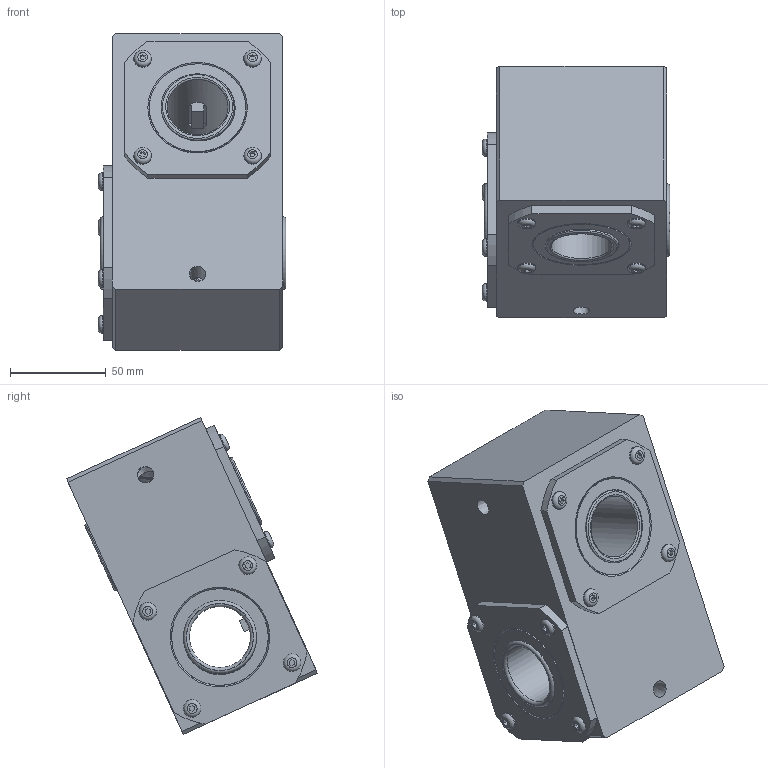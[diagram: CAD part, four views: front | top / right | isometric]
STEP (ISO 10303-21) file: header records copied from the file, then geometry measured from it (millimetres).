
FILE_DESCRIPTION((''),'2;1');
FILE_NAME('4304-0691 STD-CRL- 1-1 RH A-1.25 B-1.25 ALPHA SERIES STEP.stp','2008-08-24T15:02:01',('BILL BRANHAM'),(''),'Autodesk Inventor 2009','Autodesk Inventor 2009','');
FILE_SCHEMA(('AUTOMOTIVE_DESIGN { 1 0 10303 214 1 1 1 1 }'));
Length unit declared in the file: inch
Products named in the file (14): 4304-0691 STD-CRL- 1-1 RH A-1.25 B-1.25 ALPHA SERIES; 4304-4610 HSG 1-1 STD ALPHA FROM 4300-1197 CASTING; 4304-4228 gear spacer fb a-bore; Spur gearing 25/25, 2.5004; 4304-4607 A-BORE CAP FB-STD ALPHA SERIES; 4304-4606 B-BORE CAP FB-STD ALPHA SERIES; 4304-4250 shaft, 1.25 a-bore fb ias; 4304-4360 key fb 1.25 dia. a & b bores; 4304-4601 1.250 B-BORE SHAFT ALPHA SERIES; R24 BEARING 4300-1207; R24 BEARING CAGE; R24 BEARING SHIELD; phms 10-32-; 4300-1032 SHAFT SEAL 1.5 X 1.983 X .188 #151981TB
Assembly tree (32 placements, depth 3):
  4304-0691 STD-CRL- 1-1 RH A-1.25 B-1.25 ALPHA SERIES
    4304-4610 HSG 1-1 STD ALPHA FROM 4300-1197 CASTING
    4304-4228 gear spacer fb a-bore  x4
    Spur gearing 25/25, 2.5004  x2
    4304-4607 A-BORE CAP FB-STD ALPHA SERIES
    4304-4606 B-BORE CAP FB-STD ALPHA SERIES
    4304-4250 shaft, 1.25 a-bore fb ias
    4304-4360 key fb 1.25 dia. a & b bores  x2
    4304-4601 1.250 B-BORE SHAFT ALPHA SERIES
    R24 BEARING 4300-1207  x4
      R24 BEARING CAGE
      R24 BEARING SHIELD
    phms 10-32-  x8
    4300-1032 SHAFT SEAL 1.5 X 1.983 X .188 #151981TB  x4
Bounding box: 97.76 x 130.71 x 165.07 mm (x, y, z)
Volume: 784905.9 mm3; surface area: 307830.6 mm2
Topology: 41 solids, 41 shells, 739 faces, 1756 edges, 1151 vertices
Faces by surface type: plane 236, bspline 236, cylinder 179, torus 76, cone 12
Full cylindrical faces by diameter (mm): 4.826 x8, 9.169 x8, 31.75 x1, 31.775 x1, 35.535 x4, 38.049 x6, 38.1 x12, 38.608 x3, 40.996 x4, 45.771 x4, 48.26 x12, 48.641 x3, 50.368 x8, 50.521 x4, 55.296 x4, 57.836 x4, 59.817 x12, 66.675 x8, 67.31 x2, 70.066 x2, 70.079 x2, 70.206 x2
Entity records: 13463 total; most frequent: CARTESIAN_POINT 5117, DIRECTION 1596, ORIENTED_EDGE 1512, EDGE_CURVE 756, AXIS2_PLACEMENT_3D 726, VERTEX_POINT 561, EDGE_LOOP 551, CIRCLE 455
